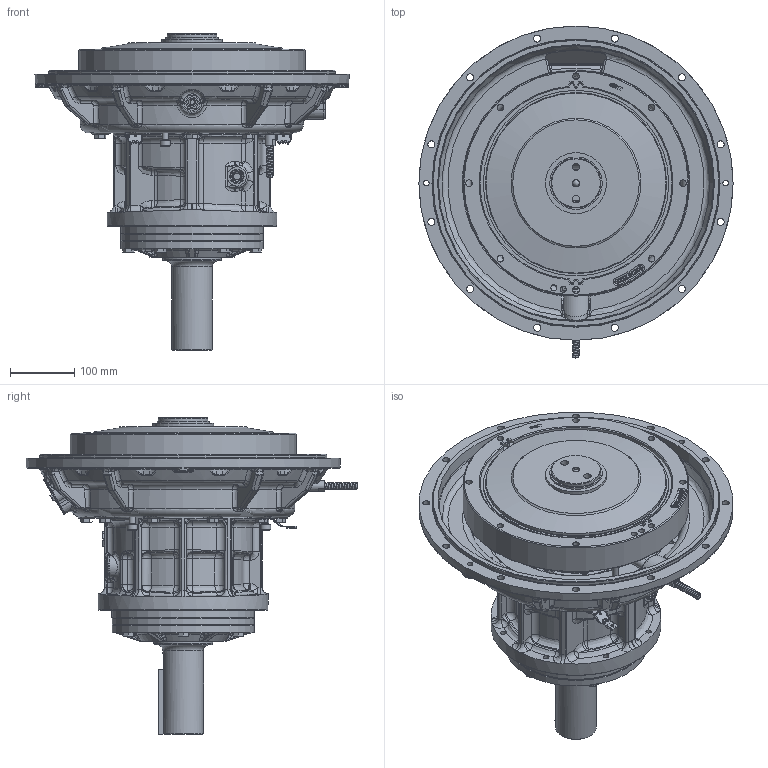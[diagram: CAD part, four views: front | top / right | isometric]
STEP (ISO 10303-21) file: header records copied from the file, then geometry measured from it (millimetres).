
FILE_DESCRIPTION (( 'STEP AP214' ), '1' );
FILE_NAME (' PX1030519E.step', '2019-01-29T20:26:21', ( 'TDI' ), ( 'Twin Disc Inc' ), 'SwSTEP 2.0', 'SolidWorks 2015', '' );
FILE_SCHEMA (( 'AUTOMOTIVE_DESIGN' ));
Length unit declared in the file: millimetre
Products named in the file (1):  PX1030519E
Bounding box: 490.05 x 517.55 x 494.2 mm (x, y, z)
Surface area: 1194103.1 mm2 (no closed solid volume)
Topology: 0 solids, 138 shells, 2171 faces, 7248 edges, 5041 vertices
Faces by surface type: bspline 692, plane 578, cylinder 511, torus 178, cone 139, sphere 73
Full cylindrical faces by diameter (mm): 4.75 x2, 8 x12, 8.5 x22, 9.525 x2, 10 x3, 10.32 x8, 10.797 x1, 11 x12, 12 x2, 15.875 x3, 16 x3, 20 x1, 21 x1, 22.352 x2, 23 x2, 25.4 x1, 28 x2, 29.7 x1, 30.175 x3, 35 x1, 63.487 x1, 74.67 x1, 92.08 x1, 94.94 x1, 117.72 x1, 152.654 x1, 221.5 x2, 222.22 x1, 265 x1, 281 x1
Entity records: 150264 total; most frequent: CARTESIAN_POINT 72961, ORIENTED_EDGE 11077, DIRECTION 9358, EDGE_CURVE 6944, VERTEX_POINT 4959, AXIS2_PLACEMENT_3D 3609, EDGE_LOOP 2547, FACE_OUTER_BOUND 2263
